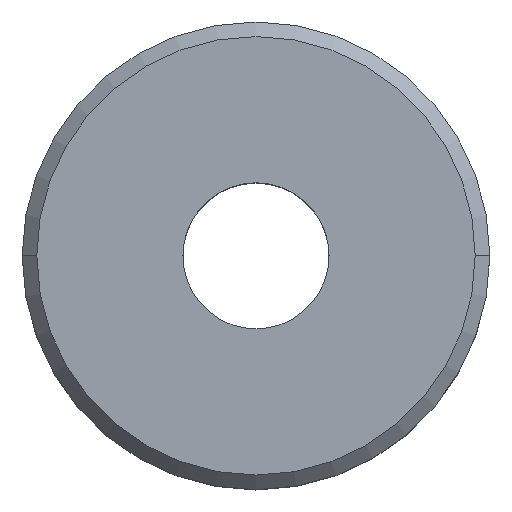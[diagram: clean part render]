
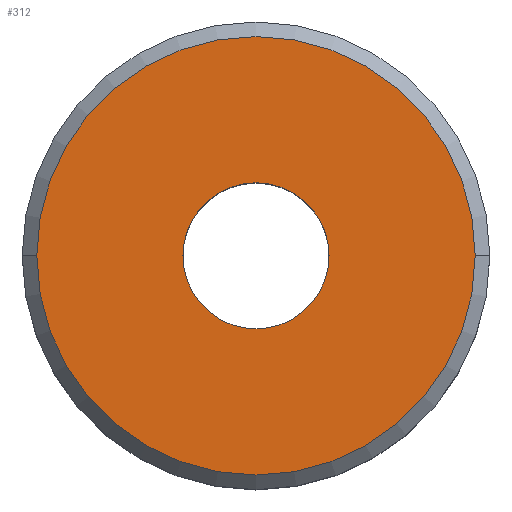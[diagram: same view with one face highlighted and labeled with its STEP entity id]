
A CAD part, top view. The second image highlights one B-rep face of the part: STEP entity #312.
In plain terms, the highlighted planar face has unit normal (0, 0, 1).
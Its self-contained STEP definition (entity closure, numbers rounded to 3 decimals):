
#3 = DIRECTION ( 'NONE',  ( 1., 0., 0. ) ) ;
#31 = FACE_OUTER_BOUND ( 'NONE', #67, .T. ) ;
#39 = CARTESIAN_POINT ( 'NONE',  ( -15., 0., 8.75 ) ) ;
#44 = AXIS2_PLACEMENT_3D ( 'NONE', #178, #181, #158 ) ;
#49 = VERTEX_POINT ( 'NONE', #105 ) ;
#60 = CARTESIAN_POINT ( 'NONE',  ( 0., 0., 8.75 ) ) ;
#64 = VERTEX_POINT ( 'NONE', #228 ) ;
#67 = EDGE_LOOP ( 'NONE', ( #204, #139 ) ) ;
#79 = PLANE ( 'NONE',  #280 ) ;
#83 = DIRECTION ( 'NONE',  ( 1., 0., 0. ) ) ;
#90 = ORIENTED_EDGE ( 'NONE', *, *, #162, .F. ) ;
#100 = CIRCLE ( 'NONE', #44, 5. ) ;
#105 = CARTESIAN_POINT ( 'NONE',  ( -5., 0., 8.75 ) ) ;
#113 = AXIS2_PLACEMENT_3D ( 'NONE', #60, #275, #187 ) ;
#135 = CIRCLE ( 'NONE', #113, 15. ) ;
#139 = ORIENTED_EDGE ( 'NONE', *, *, #168, .T. ) ;
#158 = DIRECTION ( 'NONE',  ( 1., 0., 0. ) ) ;
#161 = AXIS2_PLACEMENT_3D ( 'NONE', #241, #226, #3 ) ;
#162 = EDGE_CURVE ( 'NONE', #49, #64, #100, .T. ) ;
#168 = EDGE_CURVE ( 'NONE', #260, #308, #135, .T. ) ;
#170 = EDGE_CURVE ( 'NONE', #64, #49, #185, .T. ) ;
#176 = CARTESIAN_POINT ( 'NONE',  ( 15., 0., 8.75 ) ) ;
#178 = CARTESIAN_POINT ( 'NONE',  ( 0., 0., 8.75 ) ) ;
#181 = DIRECTION ( 'NONE',  ( 0., 0., 1. ) ) ;
#185 = CIRCLE ( 'NONE', #193, 5. ) ;
#186 = DIRECTION ( 'NONE',  ( 0., 0., 1. ) ) ;
#187 = DIRECTION ( 'NONE',  ( 1., 0., 0. ) ) ;
#193 = AXIS2_PLACEMENT_3D ( 'NONE', #235, #186, #83 ) ;
#204 = ORIENTED_EDGE ( 'NONE', *, *, #321, .T. ) ;
#207 = CARTESIAN_POINT ( 'NONE',  ( 0., 5., 8.75 ) ) ;
#211 = FACE_BOUND ( 'NONE', #290, .T. ) ;
#213 = DIRECTION ( 'NONE',  ( 0., 0., -1. ) ) ;
#226 = DIRECTION ( 'NONE',  ( 0., 0., 1. ) ) ;
#228 = CARTESIAN_POINT ( 'NONE',  ( 5., 0., 8.75 ) ) ;
#235 = CARTESIAN_POINT ( 'NONE',  ( 0., 0., 8.75 ) ) ;
#241 = CARTESIAN_POINT ( 'NONE',  ( 0., 0., 8.75 ) ) ;
#251 = CIRCLE ( 'NONE', #161, 15. ) ;
#252 = ORIENTED_EDGE ( 'NONE', *, *, #170, .F. ) ;
#259 = DIRECTION ( 'NONE',  ( -1., 0., 0. ) ) ;
#260 = VERTEX_POINT ( 'NONE', #176 ) ;
#275 = DIRECTION ( 'NONE',  ( 0., 0., 1. ) ) ;
#280 = AXIS2_PLACEMENT_3D ( 'NONE', #207, #213, #259 ) ;
#290 = EDGE_LOOP ( 'NONE', ( #252, #90 ) ) ;
#308 = VERTEX_POINT ( 'NONE', #39 ) ;
#312 = ADVANCED_FACE ( 'NONE', ( #211, #31 ), #79, .F. ) ;
#321 = EDGE_CURVE ( 'NONE', #308, #260, #251, .T. ) ;
